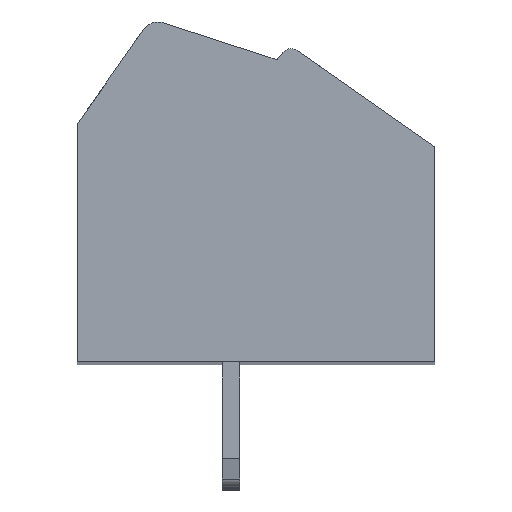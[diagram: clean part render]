
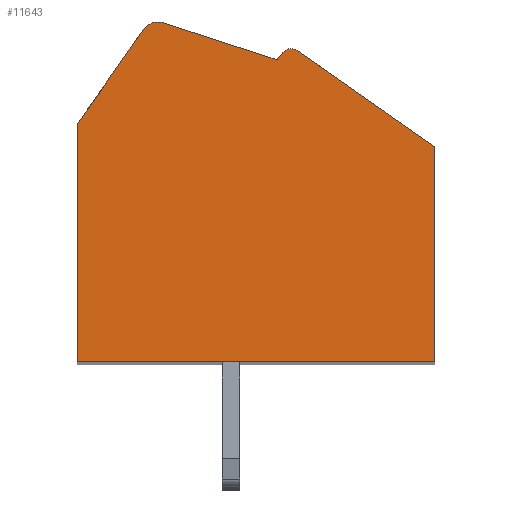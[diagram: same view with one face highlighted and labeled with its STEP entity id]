
A CAD part, top view. The second image highlights one B-rep face of the part: STEP entity #11643.
In plain terms, the highlighted planar face has unit normal (0, 0, 1).
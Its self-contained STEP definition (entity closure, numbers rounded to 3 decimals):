
#1011=DIRECTION('',(-0.951,0.309,0.));
#1012=VECTOR('',#1011,3.333);
#1013=CARTESIAN_POINT('',(0.588,3.695,1.75));
#1014=LINE('',#1013,#1012);
#1015=DIRECTION('',(-0.638,-0.77,0.));
#1016=VECTOR('',#1015,0.262);
#1017=CARTESIAN_POINT('',(0.755,3.897,1.75));
#1018=LINE('',#1017,#1016);
#1019=CARTESIAN_POINT('',(0.986,3.706,1.75));
#1020=DIRECTION('',(0.,0.,1.));
#1021=DIRECTION('',(0.574,0.819,0.));
#1022=AXIS2_PLACEMENT_3D('',#1019,#1020,#1021);
#1024=DIRECTION('',(-0.819,0.574,0.));
#1025=VECTOR('',#1024,4.691);
#1026=CARTESIAN_POINT('',(5.,1.261,1.75));
#1027=LINE('',#1026,#1025);
#1028=DIRECTION('',(0.,1.,0.));
#1029=VECTOR('',#1028,6.011);
#1030=CARTESIAN_POINT('',(5.,-4.75,1.75));
#1031=LINE('',#1030,#1029);
#1032=DIRECTION('',(1.,0.,0.));
#1033=VECTOR('',#1032,10.);
#1034=CARTESIAN_POINT('',(-5.,-4.75,1.75));
#1035=LINE('',#1034,#1033);
#1036=DIRECTION('',(0.,-1.,0.));
#1037=VECTOR('',#1036,6.64);
#1038=CARTESIAN_POINT('',(-5.,1.89,1.75));
#1039=LINE('',#1038,#1037);
#1040=DIRECTION('',(-0.574,-0.819,0.));
#1041=VECTOR('',#1040,3.231);
#1042=CARTESIAN_POINT('',(-3.147,4.537,1.75));
#1043=LINE('',#1042,#1041);
#1044=CARTESIAN_POINT('',(-2.737,4.25,1.75));
#1045=DIRECTION('',(0.,0.,1.));
#1046=DIRECTION('',(0.309,0.951,0.));
#1047=AXIS2_PLACEMENT_3D('',#1044,#1045,#1046);
#8319=CARTESIAN_POINT('',(0.588,3.695,1.75));
#8320=CARTESIAN_POINT('',(-2.583,4.726,1.75));
#8321=VERTEX_POINT('',#8319);
#8322=VERTEX_POINT('',#8320);
#8323=CARTESIAN_POINT('',(-3.147,4.537,1.75));
#8324=VERTEX_POINT('',#8323);
#8325=CARTESIAN_POINT('',(-5.,1.89,1.75));
#8326=VERTEX_POINT('',#8325);
#8327=CARTESIAN_POINT('',(-5.,-4.75,1.75));
#8328=VERTEX_POINT('',#8327);
#8329=CARTESIAN_POINT('',(5.,-4.75,1.75));
#8330=VERTEX_POINT('',#8329);
#8331=CARTESIAN_POINT('',(5.,1.261,1.75));
#8332=VERTEX_POINT('',#8331);
#8333=CARTESIAN_POINT('',(1.158,3.951,1.75));
#8334=VERTEX_POINT('',#8333);
#8335=CARTESIAN_POINT('',(0.755,3.897,1.75));
#8336=VERTEX_POINT('',#8335);
#11627=CARTESIAN_POINT('',(0.,0.,1.75));
#11628=DIRECTION('',(0.,0.,1.));
#11629=DIRECTION('',(1.,0.,0.));
#11630=AXIS2_PLACEMENT_3D('',#11627,#11628,#11629);
#11631=PLANE('',#11630);
#11632=ORIENTED_EDGE('',*,*,#10865,.F.);
#11633=ORIENTED_EDGE('',*,*,#10880,.F.);
#11634=ORIENTED_EDGE('',*,*,#10894,.F.);
#11635=ORIENTED_EDGE('',*,*,#10908,.F.);
#11636=ORIENTED_EDGE('',*,*,#11062,.F.);
#11637=ORIENTED_EDGE('',*,*,#11216,.F.);
#11638=ORIENTED_EDGE('',*,*,#11370,.F.);
#11639=ORIENTED_EDGE('',*,*,#11524,.F.);
#11640=ORIENTED_EDGE('',*,*,#11621,.F.);
#11641=EDGE_LOOP('',(#11632,#11633,#11634,#11635,#11636,#11637,#11638,#11639,
#11640));
#11642=FACE_OUTER_BOUND('',#11641,.F.);
#1023=CIRCLE('',#1022,0.3);
#1048=CIRCLE('',#1047,0.5);
#10865=EDGE_CURVE('',#8321,#8322,#1014,.T.);
#10880=EDGE_CURVE('',#8336,#8321,#1018,.T.);
#10894=EDGE_CURVE('',#8334,#8336,#1023,.T.);
#10908=EDGE_CURVE('',#8332,#8334,#1027,.T.);
#11062=EDGE_CURVE('',#8330,#8332,#1031,.T.);
#11216=EDGE_CURVE('',#8328,#8330,#1035,.T.);
#11370=EDGE_CURVE('',#8326,#8328,#1039,.T.);
#11524=EDGE_CURVE('',#8324,#8326,#1043,.T.);
#11621=EDGE_CURVE('',#8322,#8324,#1048,.T.);
#11643=ADVANCED_FACE('',(#11642),#11631,.T.);
